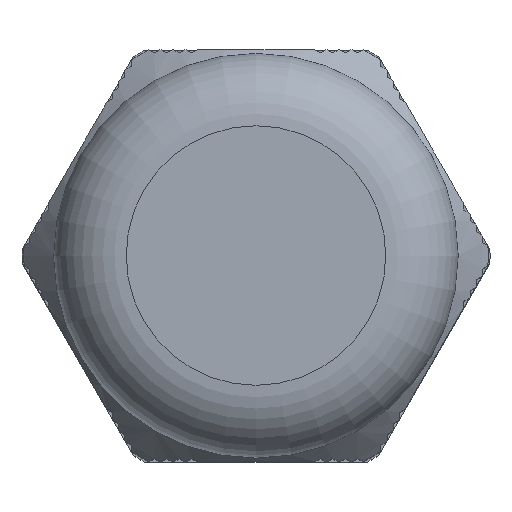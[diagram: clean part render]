
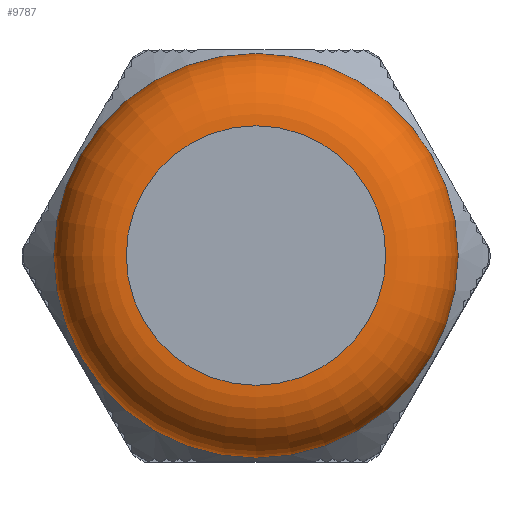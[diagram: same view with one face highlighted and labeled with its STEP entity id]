
A CAD part, top view. The second image highlights one B-rep face of the part: STEP entity #9787.
In plain terms, the highlighted toroidal (fillet/blend) face has major radius 10.4 mm and minor radius 5.8 mm.
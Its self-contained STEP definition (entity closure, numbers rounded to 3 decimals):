
#4431=CARTESIAN_POINT('',(10.4,0.,50.332));
#4432=VERTEX_POINT('',#4431);
#4433=CARTESIAN_POINT('',(0.0,0.0,50.332));
#4434=DIRECTION('',(0.0,0.0,-1.0));
#4435=DIRECTION('',(-1.0,0.0,0.0));
#4436=AXIS2_PLACEMENT_3D('',#4433,#4434,#4435);
#4437=CIRCLE('',#4436,10.4);
#4438=EDGE_CURVE('',#4432,#4432,#4437,.T.);
#9768=CARTESIAN_POINT('',(0.0,0.0,44.532));
#9769=DIRECTION('',(0.0,0.0,-1.0));
#9770=DIRECTION('',(-1.0,0.0,0.0));
#9771=AXIS2_PLACEMENT_3D('',#9768,#9769,#9770);
#9772=TOROIDAL_SURFACE('',#9771,10.4,5.8);
#9773=CARTESIAN_POINT('',(16.2,0.,44.532));
#9774=VERTEX_POINT('',#9773);
#9775=CARTESIAN_POINT('',(0.0,0.0,44.532));
#9776=DIRECTION('',(0.0,0.0,1.0));
#9777=DIRECTION('',(-1.0,0.0,0.0));
#9778=AXIS2_PLACEMENT_3D('',#9775,#9776,#9777);
#9779=CIRCLE('',#9778,16.2);
#9780=EDGE_CURVE('',#9774,#9774,#9779,.T.);
#9781=ORIENTED_EDGE('',*,*,#9780,.T.);
#9782=EDGE_LOOP('',(#9781));
#9783=FACE_OUTER_BOUND('',#9782,.T.);
#9784=ORIENTED_EDGE('',*,*,#4438,.T.);
#9785=EDGE_LOOP('',(#9784));
#9786=FACE_BOUND('',#9785,.T.);
#9787=ADVANCED_FACE('',(#9783,#9786),#9772,.T.);
